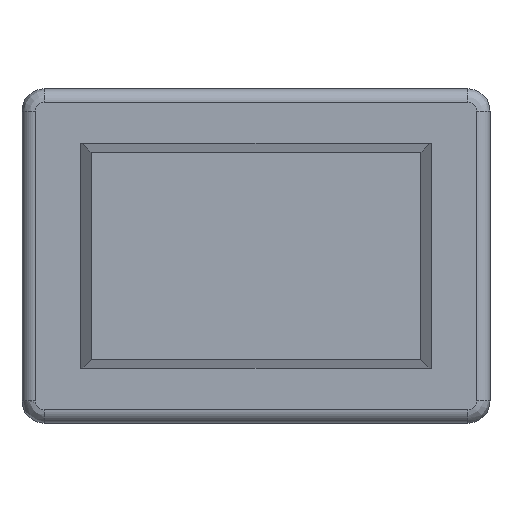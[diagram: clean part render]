
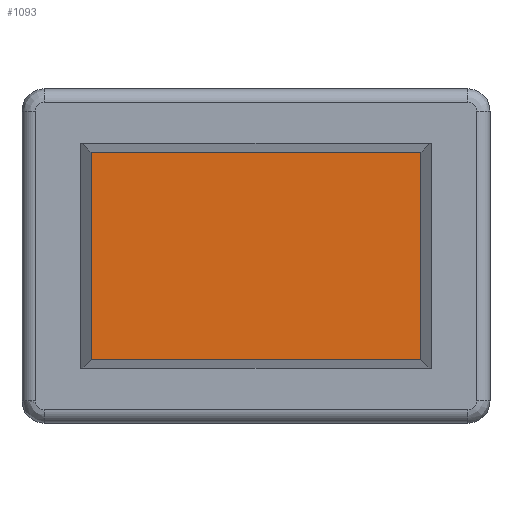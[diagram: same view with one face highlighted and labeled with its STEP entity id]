
A CAD part, top view. The second image highlights one B-rep face of the part: STEP entity #1093.
In plain terms, the highlighted planar face has unit normal (0, 0, 1).
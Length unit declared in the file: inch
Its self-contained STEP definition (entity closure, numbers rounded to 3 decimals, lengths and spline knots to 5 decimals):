
#920=CARTESIAN_POINT('',(0.29134,0.18307,0.96063));
#921=VERTEX_POINT('',#920);
#928=CARTESIAN_POINT('',(0.29134,-0.18307,0.96063));
#929=VERTEX_POINT('',#928);
#930=CARTESIAN_POINT('',(0.29134,0.18307,0.96063));
#931=DIRECTION('',(0.0,-1.0,0.0));
#932=VECTOR('',#931,0.36614);
#933=LINE('',#930,#932);
#934=EDGE_CURVE('',#921,#929,#933,.T.);
#1010=CARTESIAN_POINT('',(-0.29134,-0.18307,0.96063));
#1011=VERTEX_POINT('',#1010);
#1012=CARTESIAN_POINT('',(0.29134,-0.18307,0.96063));
#1013=DIRECTION('',(-1.0,0.0,0.0));
#1014=VECTOR('',#1013,0.58268);
#1015=LINE('',#1012,#1014);
#1016=EDGE_CURVE('',#929,#1011,#1015,.T.);
#1034=CARTESIAN_POINT('',(-0.29134,0.18307,0.96063));
#1035=VERTEX_POINT('',#1034);
#1036=CARTESIAN_POINT('',(-0.29134,-0.18307,0.96063));
#1037=DIRECTION('',(0.0,1.0,0.0));
#1038=VECTOR('',#1037,0.36614);
#1039=LINE('',#1036,#1038);
#1040=EDGE_CURVE('',#1011,#1035,#1039,.T.);
#1072=CARTESIAN_POINT('',(-0.29134,0.18307,0.96063));
#1073=DIRECTION('',(1.0,0.0,0.0));
#1074=VECTOR('',#1073,0.58268);
#1075=LINE('',#1072,#1074);
#1076=EDGE_CURVE('',#1035,#921,#1075,.T.);
#1082=CARTESIAN_POINT('',(-0.32047,-0.20138,0.96063));
#1083=DIRECTION('',(0.0,0.0,1.0));
#1084=DIRECTION('',(1.0,0.0,0.0));
#1085=AXIS2_PLACEMENT_3D('',#1082,#1083,#1084);
#1086=PLANE('',#1085);
#1087=ORIENTED_EDGE('',*,*,#934,.F.);
#1088=ORIENTED_EDGE('',*,*,#1076,.F.);
#1089=ORIENTED_EDGE('',*,*,#1040,.F.);
#1090=ORIENTED_EDGE('',*,*,#1016,.F.);
#1091=EDGE_LOOP('',(#1087,#1088,#1089,#1090));
#1092=FACE_OUTER_BOUND('',#1091,.T.);
#1093=ADVANCED_FACE('',(#1092),#1086,.T.);
